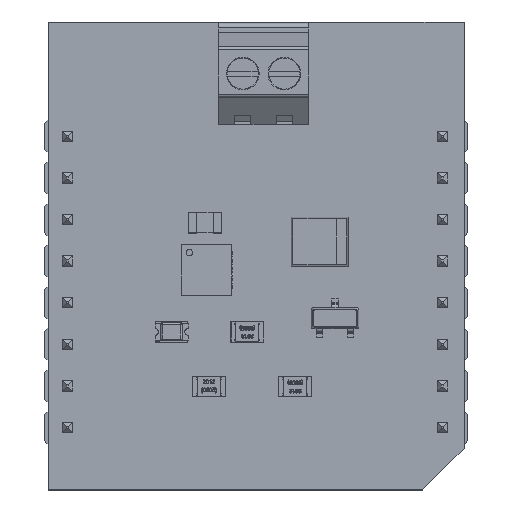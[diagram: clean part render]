
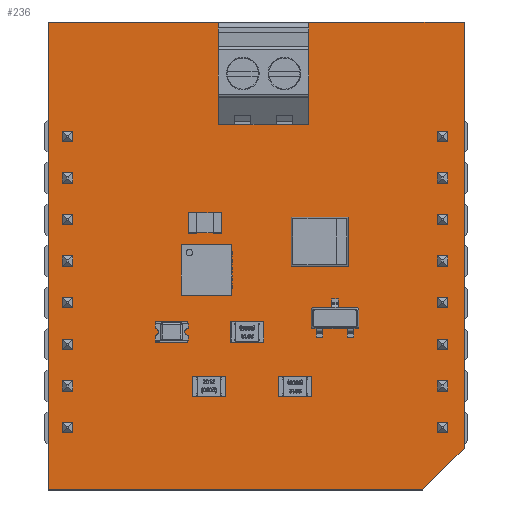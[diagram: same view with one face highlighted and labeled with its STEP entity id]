
A CAD part, top view. The second image highlights one B-rep face of the part: STEP entity #236.
In plain terms, the highlighted planar face has unit normal (0, 0, 1).
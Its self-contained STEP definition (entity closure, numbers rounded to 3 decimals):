
#75 = VERTEX_POINT('',#76);
#76 = CARTESIAN_POINT('',(-1.27,-3.81,0.));
#82 = EDGE_CURVE('',#75,#83,#85,.T.);
#83 = VERTEX_POINT('',#84);
#84 = CARTESIAN_POINT('',(-1.27,24.765,0.));
#85 = LINE('',#86,#87);
#86 = CARTESIAN_POINT('',(-1.27,-3.81,0.));
#87 = VECTOR('',#88,1.);
#88 = DIRECTION('',(0.,1.,0.));
#113 = EDGE_CURVE('',#83,#114,#116,.T.);
#114 = VERTEX_POINT('',#115);
#115 = CARTESIAN_POINT('',(24.13,24.765,0.));
#116 = LINE('',#117,#118);
#117 = CARTESIAN_POINT('',(-1.27,24.765,0.));
#118 = VECTOR('',#119,1.);
#119 = DIRECTION('',(1.,0.,0.));
#144 = EDGE_CURVE('',#114,#145,#147,.T.);
#145 = VERTEX_POINT('',#146);
#146 = CARTESIAN_POINT('',(24.13,-1.27,0.));
#147 = LINE('',#148,#149);
#148 = CARTESIAN_POINT('',(24.13,24.765,0.));
#149 = VECTOR('',#150,1.);
#150 = DIRECTION('',(0.,-1.,0.));
#175 = EDGE_CURVE('',#145,#176,#178,.T.);
#176 = VERTEX_POINT('',#177);
#177 = CARTESIAN_POINT('',(21.59,-3.81,0.));
#178 = LINE('',#179,#180);
#179 = CARTESIAN_POINT('',(24.13,-1.27,0.));
#180 = VECTOR('',#181,1.);
#181 = DIRECTION('',(-0.707,-0.707,0.));
#206 = EDGE_CURVE('',#176,#75,#207,.T.);
#207 = LINE('',#208,#209);
#208 = CARTESIAN_POINT('',(21.59,-3.81,0.));
#209 = VECTOR('',#210,1.);
#210 = DIRECTION('',(-1.,0.,0.));
#236 = ADVANCED_FACE('',(#237),#244,.T.);
#237 = FACE_BOUND('',#238,.F.);
#238 = EDGE_LOOP('',(#239,#240,#241,#242,#243));
#239 = ORIENTED_EDGE('',*,*,#82,.T.);
#240 = ORIENTED_EDGE('',*,*,#113,.T.);
#241 = ORIENTED_EDGE('',*,*,#144,.T.);
#242 = ORIENTED_EDGE('',*,*,#175,.T.);
#243 = ORIENTED_EDGE('',*,*,#206,.T.);
#244 = PLANE('',#245);
#245 = AXIS2_PLACEMENT_3D('',#246,#247,#248);
#246 = CARTESIAN_POINT('',(-1.27,-3.81,0.));
#247 = DIRECTION('',(0.,0.,1.));
#248 = DIRECTION('',(1.,0.,0.));
